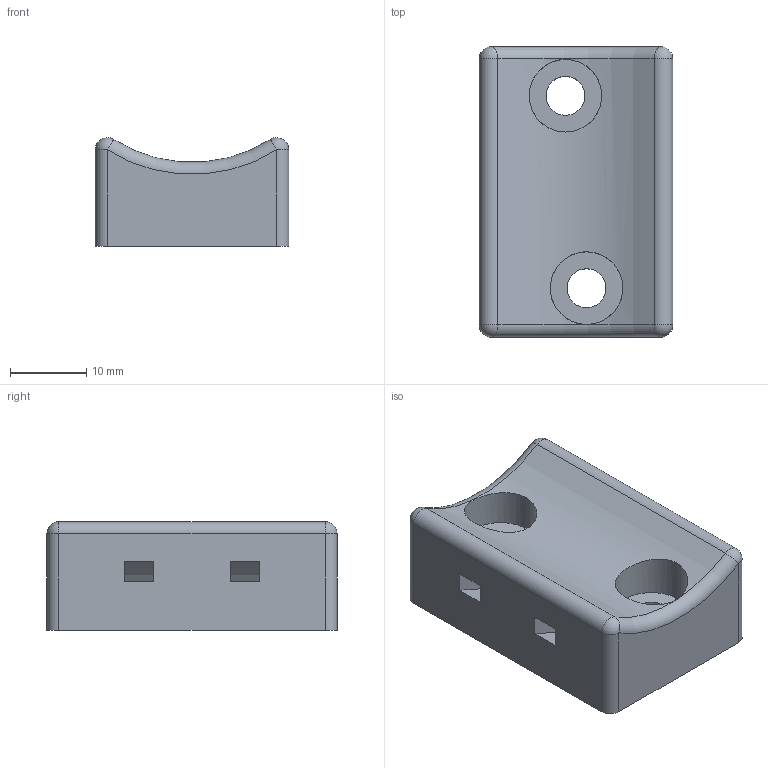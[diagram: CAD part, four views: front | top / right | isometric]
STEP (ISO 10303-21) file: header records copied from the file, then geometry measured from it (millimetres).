
FILE_DESCRIPTION(/* description */ (''),/* implementation_level */ '2;1');
FILE_NAME(/* name */ 'WL-009.stp',/* time_stamp */ '2025-03-02T14:58:10-05:00',/* author */ ('slick'),/* organization */ (''),/* preprocessor_version */ 'ST-DEVELOPER v19.2',/* originating_system */ 'Autodesk Inventor 2023',/* authorisation */ '');
FILE_SCHEMA (('AUTOMOTIVE_DESIGN { 1 0 10303 214 3 1 1 }'));
Length unit declared in the file: inch
Products named in the file (1): WL-009
Bounding box: 25.4 x 38.1 x 14.27 mm (x, y, z)
Volume: 10506.4 mm3; surface area: 4599.7 mm2
Topology: 1 solids, 1 shells, 32 faces, 72 edges, 44 vertices
Faces by surface type: cylinder 15, plane 11, sphere 4, torus 2
Full cylindrical faces by diameter (mm): 5.105 x2, 9.525 x2
Entity records: 1017 total; most frequent: CARTESIAN_POINT 215, DIRECTION 170, ORIENTED_EDGE 144, EDGE_CURVE 72, AXIS2_PLACEMENT_3D 67, VERTEX_POINT 44, EDGE_LOOP 42, LINE 36
